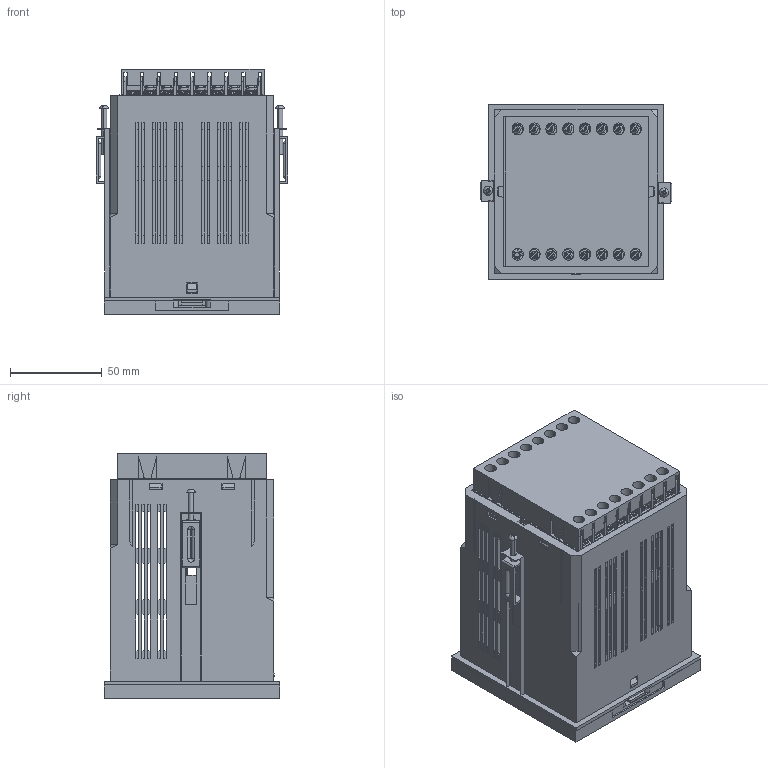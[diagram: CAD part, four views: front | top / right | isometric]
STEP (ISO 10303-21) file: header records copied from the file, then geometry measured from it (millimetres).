
FILE_DESCRIPTION (( 'STEP AP214' ), '1' );
FILE_NAME ('FIC-96-05.STEP', '2022-01-17T14:02:14', ( '' ), ( '' ), 'SwSTEP 2.0', 'SolidWorks 2017', '' );
FILE_SCHEMA (( 'AUTOMOTIVE_DESIGN' ));
Length unit declared in the file: millimetre
Products named in the file (106): BackPlatePlug-In-110; Plug-in; Screw-small; Plug-in-Washer; Back Plate Plug-In FBP-96-03; Washer; Clamp-3; Screw; Display PCB FPD-96; Screw-smallest; Clamp-2; PCB Horizontal Long FPH-96-1 Plug-In; Clamp-1; PlugIn-MetalPart; FIC-96-05; Terminal Cover FTC-96; Clamps FCL; Front Plate FFP-96-01; Case FUTURA; Back Plate PCB FPB-96
Assembly tree (45 placements, depth 4):
  BackPlatePlug-In-110
  Plug-in
  Screw-small
  Plug-in-Washer
  Washer
Bounding box: 104.7 x 96 x 134 mm (x, y, z)
Volume: 190075.9 mm3; surface area: 252044.2 mm2
Topology: 85 solids, 85 shells, 4729 faces, 12301 edges, 7673 vertices
Faces by surface type: plane 3443, cylinder 1088, cone 95, torus 83, bspline 16, sphere 4
Entity records: 58489 total; most frequent: CARTESIAN_POINT 10800, ORIENTED_EDGE 9946, DIRECTION 8834, EDGE_CURVE 4973, VECTOR 4388, LINE 4388, VERTEX_POINT 3255, AXIS2_PLACEMENT_3D 2223
